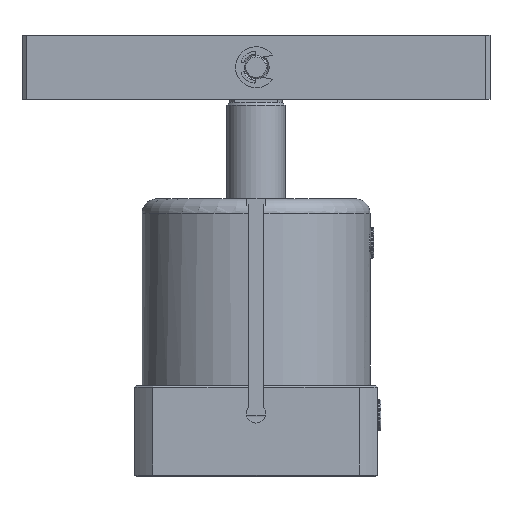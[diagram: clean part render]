
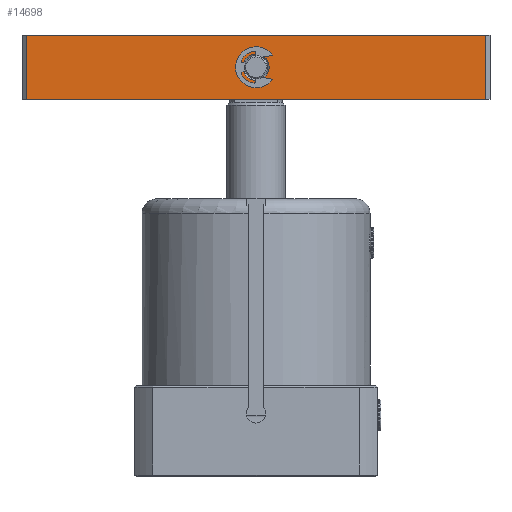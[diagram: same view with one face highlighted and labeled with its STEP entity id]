
A CAD part, top view. The second image highlights one B-rep face of the part: STEP entity #14698.
In plain terms, the highlighted face is planar.
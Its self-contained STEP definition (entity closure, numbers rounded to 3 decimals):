
#201 = DIRECTION ( 'NONE',  ( 0., 1., 0. ) ) ;
#2438 = ORIENTED_EDGE ( 'NONE', *, *, #3626, .F. ) ;
#2795 = LINE ( 'NONE', #17819, #13566 ) ;
#3626 = EDGE_CURVE ( 'NONE', #15934, #11621, #16988, .T. ) ;
#4097 = VECTOR ( 'NONE', #20961, 1000. ) ;
#4251 = EDGE_CURVE ( 'NONE', #14825, #24761, #25582, .T. ) ;
#4614 = VECTOR ( 'NONE', #16874, 1000. ) ;
#5527 = DIRECTION ( 'NONE',  ( 1., 0., 0. ) ) ;
#5580 = DIRECTION ( 'NONE',  ( -1., 0., 0. ) ) ;
#5726 = EDGE_CURVE ( 'NONE', #25412, #24761, #14865, .T. ) ;
#5825 = AXIS2_PLACEMENT_3D ( 'NONE', #12325, #201, #14373 ) ;
#5959 = CARTESIAN_POINT ( 'NONE',  ( -14417.623, 1911.754, 11. ) ) ;
#6816 = CARTESIAN_POINT ( 'NONE',  ( -14413.123, 1911.754, 11. ) ) ;
#6871 = EDGE_CURVE ( 'NONE', #7899, #14825, #2795, .T. ) ;
#7899 = VERTEX_POINT ( 'NONE', #13309 ) ;
#7915 = ORIENTED_EDGE ( 'NONE', *, *, #13445, .F. ) ;
#8005 = DIRECTION ( 'NONE',  ( -1., 0., 0. ) ) ;
#9337 = AXIS2_PLACEMENT_3D ( 'NONE', #17388, #17672, #5527 ) ;
#9373 = CIRCLE ( 'NONE', #5825, 4.5 ) ;
#9687 = LINE ( 'NONE', #25759, #20483 ) ;
#10306 = ORIENTED_EDGE ( 'NONE', *, *, #4251, .F. ) ;
#10373 = CARTESIAN_POINT ( 'NONE',  ( -14339.123, 1911.754, 0. ) ) ;
#10763 = CARTESIAN_POINT ( 'NONE',  ( -14496.123, 1911.754, 22. ) ) ;
#11542 = PLANE ( 'NONE',  #9337 ) ;
#11621 = VERTEX_POINT ( 'NONE', #6816 ) ;
#12325 = CARTESIAN_POINT ( 'NONE',  ( -14417.623, 1911.754, 11. ) ) ;
#12839 = CARTESIAN_POINT ( 'NONE',  ( -14417.623, 1911.754, 0. ) ) ;
#13068 = EDGE_CURVE ( 'NONE', #11621, #15934, #9373, .T. ) ;
#13309 = CARTESIAN_POINT ( 'NONE',  ( -14339.123, 1911.754, 22. ) ) ;
#13445 = EDGE_CURVE ( 'NONE', #25412, #7899, #9687, .T. ) ;
#13562 = DIRECTION ( 'NONE',  ( 0., 0., 1. ) ) ;
#13566 = VECTOR ( 'NONE', #5580, 1000. ) ;
#14373 = DIRECTION ( 'NONE',  ( -1., 0., 0. ) ) ;
#14566 = ORIENTED_EDGE ( 'NONE', *, *, #13068, .F. ) ;
#14698 = ADVANCED_FACE ( 'NONE', ( #21754, #15674 ), #11542, .F. ) ;
#14825 = VERTEX_POINT ( 'NONE', #24076 ) ;
#14865 = LINE ( 'NONE', #12839, #4097 ) ;
#15674 = FACE_OUTER_BOUND ( 'NONE', #15713, .T. ) ;
#15713 = EDGE_LOOP ( 'NONE', ( #25141, #7915, #15853, #10306 ) ) ;
#15853 = ORIENTED_EDGE ( 'NONE', *, *, #5726, .T. ) ;
#15934 = VERTEX_POINT ( 'NONE', #18808 ) ;
#16874 = DIRECTION ( 'NONE',  ( 0., 0., -1. ) ) ;
#16988 = CIRCLE ( 'NONE', #23904, 4.5 ) ;
#17388 = CARTESIAN_POINT ( 'NONE',  ( -14496.123, 1911.754, 22. ) ) ;
#17672 = DIRECTION ( 'NONE',  ( 0., -1., 0. ) ) ;
#17819 = CARTESIAN_POINT ( 'NONE',  ( -14417.623, 1911.754, 22. ) ) ;
#18808 = CARTESIAN_POINT ( 'NONE',  ( -14422.123, 1911.754, 11. ) ) ;
#19674 = EDGE_LOOP ( 'NONE', ( #2438, #14566 ) ) ;
#20162 = DIRECTION ( 'NONE',  ( 0., 1., 0. ) ) ;
#20483 = VECTOR ( 'NONE', #13562, 1000. ) ;
#20961 = DIRECTION ( 'NONE',  ( -1., 0., 0. ) ) ;
#21754 = FACE_BOUND ( 'NONE', #19674, .T. ) ;
#22830 = CARTESIAN_POINT ( 'NONE',  ( -14496.123, 1911.754, 0. ) ) ;
#23904 = AXIS2_PLACEMENT_3D ( 'NONE', #5959, #20162, #8005 ) ;
#24076 = CARTESIAN_POINT ( 'NONE',  ( -14496.123, 1911.754, 22. ) ) ;
#24761 = VERTEX_POINT ( 'NONE', #22830 ) ;
#25141 = ORIENTED_EDGE ( 'NONE', *, *, #6871, .F. ) ;
#25412 = VERTEX_POINT ( 'NONE', #10373 ) ;
#25582 = LINE ( 'NONE', #10763, #4614 ) ;
#25759 = CARTESIAN_POINT ( 'NONE',  ( -14339.123, 1911.754, 22. ) ) ;
